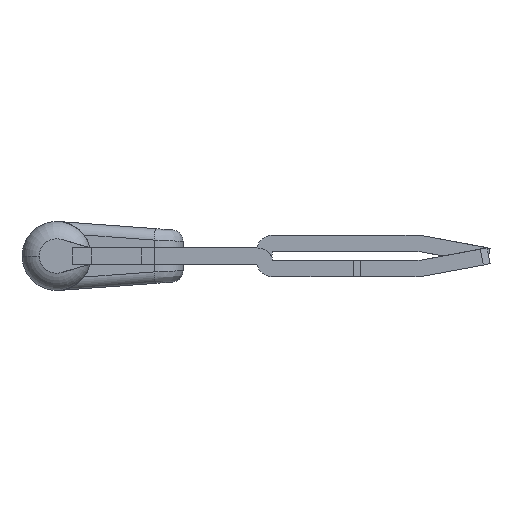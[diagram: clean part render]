
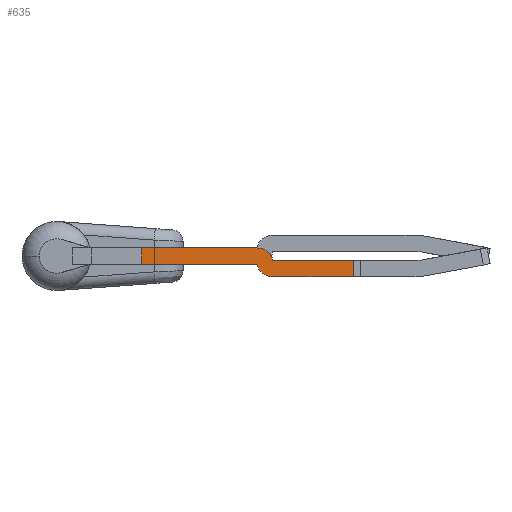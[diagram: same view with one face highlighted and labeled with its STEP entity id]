
A CAD part, left-side view. The second image highlights one B-rep face of the part: STEP entity #635.
In plain terms, the highlighted planar face has unit normal (-1, 0, 0).
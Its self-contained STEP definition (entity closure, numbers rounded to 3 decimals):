
#28 = VECTOR ( 'NONE', #1534, 1000. ) ;
#92 = VECTOR ( 'NONE', #464, 1000. ) ;
#209 = EDGE_CURVE ( 'NONE', #5344, #4017, #1552, .T. ) ;
#268 = LINE ( 'NONE', #351, #92 ) ;
#321 = ORIENTED_EDGE ( 'NONE', *, *, #1322, .F. ) ;
#351 = CARTESIAN_POINT ( 'NONE',  ( -1.75, 3.99, -3.97 ) ) ;
#440 = EDGE_LOOP ( 'NONE', ( #321, #5633, #2128, #1859, #5608, #4021, #3317, #2046 ) ) ;
#464 = DIRECTION ( 'NONE',  ( 0., 0., 1. ) ) ;
#581 = VERTEX_POINT ( 'NONE', #2944 ) ;
#635 = ADVANCED_FACE ( 'NONE', ( #4897 ), #3779, .T. ) ;
#799 = EDGE_CURVE ( 'NONE', #4123, #5344, #3486, .T. ) ;
#812 = CARTESIAN_POINT ( 'NONE',  ( -1.75, -1.705, -0.546 ) ) ;
#877 = VECTOR ( 'NONE', #5247, 1000. ) ;
#917 = DIRECTION ( 'NONE',  ( 0., 1., 0. ) ) ;
#933 = CARTESIAN_POINT ( 'NONE',  ( -1.75, -1.01, -0.7 ) ) ;
#1082 = VERTEX_POINT ( 'NONE', #1121 ) ;
#1121 = CARTESIAN_POINT ( 'NONE',  ( -1.75, -1.694, -1.25 ) ) ;
#1196 = LINE ( 'NONE', #5628, #4562 ) ;
#1242 = DIRECTION ( 'NONE',  ( 0., -1., 0. ) ) ;
#1263 = DIRECTION ( 'NONE',  ( -1., 0., 0. ) ) ;
#1275 = CARTESIAN_POINT ( 'NONE',  ( -1.75, -1.022, -0.7 ) ) ;
#1311 = CARTESIAN_POINT ( 'NONE',  ( -1.75, 3.99, 0. ) ) ;
#1322 = EDGE_CURVE ( 'NONE', #4336, #1367, #268, .T. ) ;
#1367 = VERTEX_POINT ( 'NONE', #1311 ) ;
#1427 = AXIS2_PLACEMENT_3D ( 'NONE', #4925, #2334, #5351 ) ;
#1534 = DIRECTION ( 'NONE',  ( 0., -1., 0. ) ) ;
#1552 = CIRCLE ( 'NONE', #1837, 0.7 ) ;
#1837 = AXIS2_PLACEMENT_3D ( 'NONE', #1275, #1263, #1242 ) ;
#1859 = ORIENTED_EDGE ( 'NONE', *, *, #4380, .T. ) ;
#2046 = ORIENTED_EDGE ( 'NONE', *, *, #2237, .F. ) ;
#2128 = ORIENTED_EDGE ( 'NONE', *, *, #5539, .T. ) ;
#2137 = LINE ( 'NONE', #3105, #877 ) ;
#2237 = EDGE_CURVE ( 'NONE', #1367, #4017, #4113, .T. ) ;
#2334 = DIRECTION ( 'NONE',  ( -1., 0., 0. ) ) ;
#2599 = DIRECTION ( 'NONE',  ( 0., 0., 1. ) ) ;
#2748 = CARTESIAN_POINT ( 'NONE',  ( -1.75, -1.01, 0. ) ) ;
#2931 = VECTOR ( 'NONE', #917, 1000. ) ;
#2944 = CARTESIAN_POINT ( 'NONE',  ( -1.75, -5.2, -1.25 ) ) ;
#2965 = VECTOR ( 'NONE', #3455, 1000. ) ;
#3105 = CARTESIAN_POINT ( 'NONE',  ( -1.75, -1.694, -1.25 ) ) ;
#3317 = ORIENTED_EDGE ( 'NONE', *, *, #209, .T. ) ;
#3431 = VERTEX_POINT ( 'NONE', #933 ) ;
#3455 = DIRECTION ( 'NONE',  ( 0., -1., 0. ) ) ;
#3486 = LINE ( 'NONE', #812, #2931 ) ;
#3663 = CARTESIAN_POINT ( 'NONE',  ( -1.75, 6.99, -0.7 ) ) ;
#3748 = CARTESIAN_POINT ( 'NONE',  ( -1.75, 6.99, -0.7 ) ) ;
#3779 = PLANE ( 'NONE',  #4076 ) ;
#3786 = DIRECTION ( 'NONE',  ( -1., 0., 0. ) ) ;
#3795 = DIRECTION ( 'NONE',  ( 0., -1., 0. ) ) ;
#3821 = EDGE_CURVE ( 'NONE', #581, #4123, #1196, .T. ) ;
#3869 = CARTESIAN_POINT ( 'NONE',  ( -1.75, 6.99, 0. ) ) ;
#4017 = VERTEX_POINT ( 'NONE', #2748 ) ;
#4021 = ORIENTED_EDGE ( 'NONE', *, *, #799, .T. ) ;
#4076 = AXIS2_PLACEMENT_3D ( 'NONE', #3663, #3786, #3795 ) ;
#4113 = LINE ( 'NONE', #3869, #2965 ) ;
#4123 = VERTEX_POINT ( 'NONE', #5415 ) ;
#4336 = VERTEX_POINT ( 'NONE', #5603 ) ;
#4380 = EDGE_CURVE ( 'NONE', #1082, #581, #2137, .T. ) ;
#4562 = VECTOR ( 'NONE', #2599, 1000. ) ;
#4590 = EDGE_CURVE ( 'NONE', #4336, #3431, #4790, .T. ) ;
#4701 = CARTESIAN_POINT ( 'NONE',  ( -1.75, -1.705, -0.546 ) ) ;
#4790 = LINE ( 'NONE', #3748, #28 ) ;
#4896 = CIRCLE ( 'NONE', #1427, 0.7 ) ;
#4897 = FACE_OUTER_BOUND ( 'NONE', #440, .T. ) ;
#4925 = CARTESIAN_POINT ( 'NONE',  ( -1.75, -1.694, -0.55 ) ) ;
#5247 = DIRECTION ( 'NONE',  ( 0., -1., 0. ) ) ;
#5344 = VERTEX_POINT ( 'NONE', #4701 ) ;
#5351 = DIRECTION ( 'NONE',  ( 0., -1., 0. ) ) ;
#5415 = CARTESIAN_POINT ( 'NONE',  ( -1.75, -5.2, -0.546 ) ) ;
#5539 = EDGE_CURVE ( 'NONE', #3431, #1082, #4896, .T. ) ;
#5603 = CARTESIAN_POINT ( 'NONE',  ( -1.75, 3.99, -0.7 ) ) ;
#5608 = ORIENTED_EDGE ( 'NONE', *, *, #3821, .T. ) ;
#5628 = CARTESIAN_POINT ( 'NONE',  ( -1.75, -5.2, -0.546 ) ) ;
#5633 = ORIENTED_EDGE ( 'NONE', *, *, #4590, .T. ) ;
